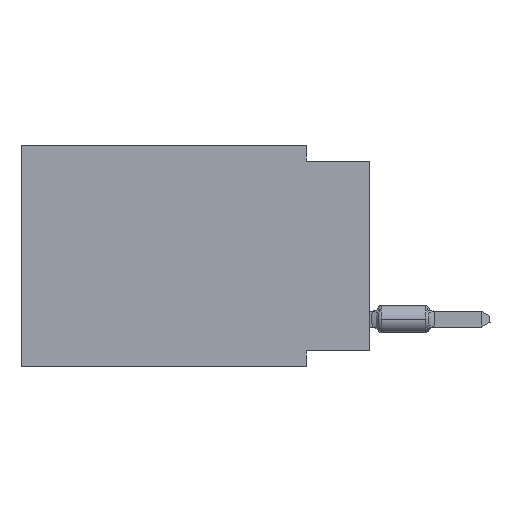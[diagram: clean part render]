
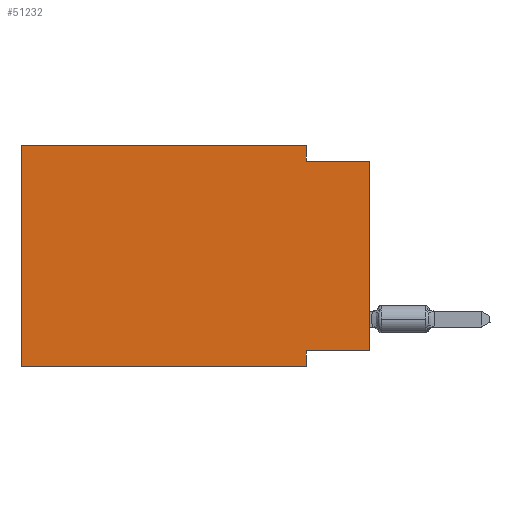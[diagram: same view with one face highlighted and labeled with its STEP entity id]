
A CAD part, left-side view. The second image highlights one B-rep face of the part: STEP entity #51232.
In plain terms, the highlighted planar face has unit normal (-1, 0, 0).
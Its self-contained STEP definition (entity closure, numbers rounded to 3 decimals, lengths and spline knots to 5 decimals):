
#1984 = LINE ( 'NONE', #50209, #63286 ) ;
#2170 = FACE_OUTER_BOUND ( 'NONE', #94266, .T. ) ;
#6067 = DIRECTION ( 'NONE',  ( 0., -1., 0. ) ) ;
#6983 = VECTOR ( 'NONE', #6067, 39.37008 ) ;
#7360 = DIRECTION ( 'NONE',  ( 0., 0., -1. ) ) ;
#7967 = VECTOR ( 'NONE', #58456, 39.37008 ) ;
#9539 = DIRECTION ( 'NONE',  ( 0., -1., 0. ) ) ;
#12914 = EDGE_CURVE ( 'NONE', #115116, #51895, #90130, .T. ) ;
#13433 = DIRECTION ( 'NONE',  ( 0., 1., 0. ) ) ;
#19802 = LINE ( 'NONE', #108689, #99535 ) ;
#21866 = CARTESIAN_POINT ( 'NONE',  ( 0., 0., -0.325 ) ) ;
#23537 = DIRECTION ( 'NONE',  ( 0., 0., 1. ) ) ;
#23665 = CARTESIAN_POINT ( 'NONE',  ( 0., 0.1, 0. ) ) ;
#24150 = EDGE_CURVE ( 'NONE', #24160, #28438, #79604, .T. ) ;
#24160 = VERTEX_POINT ( 'NONE', #50667 ) ;
#25515 = AXIS2_PLACEMENT_3D ( 'NONE', #74571, #113180, #48005 ) ;
#25596 = CARTESIAN_POINT ( 'NONE',  ( 0., 0., 0. ) ) ;
#25737 = LINE ( 'NONE', #99320, #75606 ) ;
#26074 = CARTESIAN_POINT ( 'NONE',  ( 0., 0.1, -0.35 ) ) ;
#27112 = VERTEX_POINT ( 'NONE', #96439 ) ;
#27175 = ORIENTED_EDGE ( 'NONE', *, *, #24150, .F. ) ;
#27696 = ORIENTED_EDGE ( 'NONE', *, *, #53591, .F. ) ;
#28438 = VERTEX_POINT ( 'NONE', #101196 ) ;
#32589 = CARTESIAN_POINT ( 'NONE',  ( 0., 0.55, 0. ) ) ;
#36237 = VERTEX_POINT ( 'NONE', #47749 ) ;
#37183 = ORIENTED_EDGE ( 'NONE', *, *, #115451, .T. ) ;
#38110 = EDGE_CURVE ( 'NONE', #27112, #51895, #88703, .T. ) ;
#40993 = CARTESIAN_POINT ( 'NONE',  ( 0., 0.1, -0.35 ) ) ;
#46067 = VECTOR ( 'NONE', #23537, 39.37008 ) ;
#47122 = ORIENTED_EDGE ( 'NONE', *, *, #12914, .T. ) ;
#47749 = CARTESIAN_POINT ( 'NONE',  ( 0., 0.1, -0.325 ) ) ;
#48005 = DIRECTION ( 'NONE',  ( 0., 0., -1. ) ) ;
#50209 = CARTESIAN_POINT ( 'NONE',  ( 0., 0., -0.325 ) ) ;
#50667 = CARTESIAN_POINT ( 'NONE',  ( 0., 0.55, -0.35 ) ) ;
#51232 = ADVANCED_FACE ( 'NONE', ( #2170 ), #66122, .F. ) ;
#51895 = VERTEX_POINT ( 'NONE', #108752 ) ;
#53591 = EDGE_CURVE ( 'NONE', #115116, #36237, #1984, .T. ) ;
#55715 = ORIENTED_EDGE ( 'NONE', *, *, #99614, .F. ) ;
#58456 = DIRECTION ( 'NONE',  ( 0., 0., -1. ) ) ;
#60196 = VERTEX_POINT ( 'NONE', #26074 ) ;
#63286 = VECTOR ( 'NONE', #13433, 39.37008 ) ;
#66122 = PLANE ( 'NONE',  #25515 ) ;
#71200 = CARTESIAN_POINT ( 'NONE',  ( 0., 0., -0.025 ) ) ;
#74571 = CARTESIAN_POINT ( 'NONE',  ( 0., 0.55, 0. ) ) ;
#75606 = VECTOR ( 'NONE', #116850, 39.37008 ) ;
#78331 = VERTEX_POINT ( 'NONE', #23665 ) ;
#79604 = LINE ( 'NONE', #32589, #46067 ) ;
#83249 = ORIENTED_EDGE ( 'NONE', *, *, #110124, .F. ) ;
#86506 = ORIENTED_EDGE ( 'NONE', *, *, #117433, .F. ) ;
#88703 = LINE ( 'NONE', #71200, #6983 ) ;
#90130 = LINE ( 'NONE', #25596, #102509 ) ;
#92193 = LINE ( 'NONE', #110880, #100109 ) ;
#92845 = ORIENTED_EDGE ( 'NONE', *, *, #38110, .F. ) ;
#94266 = EDGE_LOOP ( 'NONE', ( #47122, #92845, #83249, #55715, #27175, #37183, #86506, #27696 ) ) ;
#96439 = CARTESIAN_POINT ( 'NONE',  ( 0., 0.1, -0.025 ) ) ;
#99320 = CARTESIAN_POINT ( 'NONE',  ( 0., 0.55, 0. ) ) ;
#99535 = VECTOR ( 'NONE', #7360, 39.37008 ) ;
#99614 = EDGE_CURVE ( 'NONE', #28438, #78331, #25737, .T. ) ;
#100109 = VECTOR ( 'NONE', #9539, 39.37008 ) ;
#101196 = CARTESIAN_POINT ( 'NONE',  ( 0., 0.55, 0. ) ) ;
#102509 = VECTOR ( 'NONE', #107651, 39.37008 ) ;
#106110 = LINE ( 'NONE', #40993, #7967 ) ;
#107651 = DIRECTION ( 'NONE',  ( 0., 0., 1. ) ) ;
#108689 = CARTESIAN_POINT ( 'NONE',  ( 0., 0.1, 0. ) ) ;
#108752 = CARTESIAN_POINT ( 'NONE',  ( 0., 0., -0.025 ) ) ;
#110124 = EDGE_CURVE ( 'NONE', #78331, #27112, #19802, .T. ) ;
#110880 = CARTESIAN_POINT ( 'NONE',  ( 0., 0.55, -0.35 ) ) ;
#113180 = DIRECTION ( 'NONE',  ( 1., 0., 0. ) ) ;
#115116 = VERTEX_POINT ( 'NONE', #21866 ) ;
#115451 = EDGE_CURVE ( 'NONE', #24160, #60196, #92193, .T. ) ;
#116850 = DIRECTION ( 'NONE',  ( 0., -1., 0. ) ) ;
#117433 = EDGE_CURVE ( 'NONE', #36237, #60196, #106110, .T. ) ;
